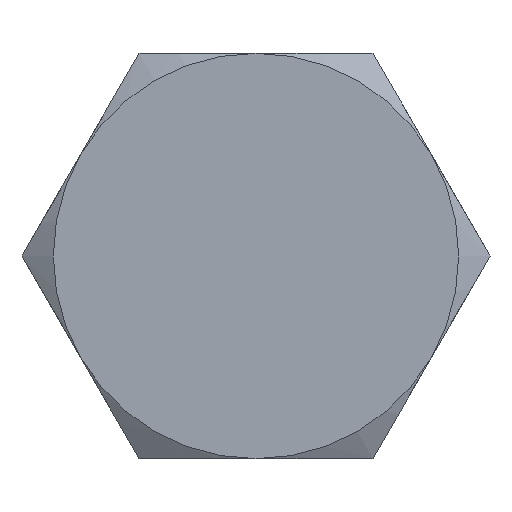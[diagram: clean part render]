
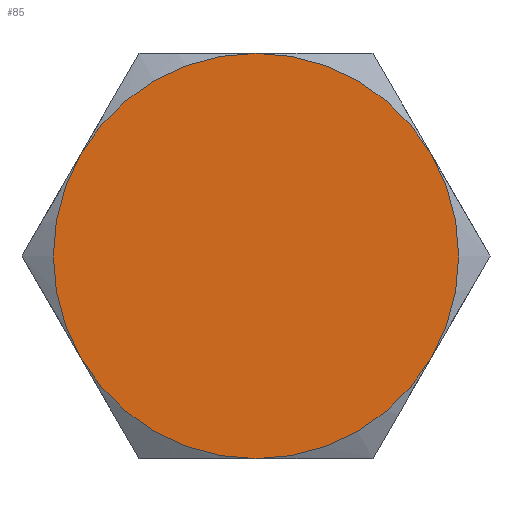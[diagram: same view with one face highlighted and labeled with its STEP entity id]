
A CAD part, left-side view. The second image highlights one B-rep face of the part: STEP entity #85.
In plain terms, the highlighted planar face has unit normal (-1, 0, 0).
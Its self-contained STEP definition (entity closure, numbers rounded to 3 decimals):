
#85 = ADVANCED_FACE( '', ( #171 ), #172, .F. );
#171 = FACE_OUTER_BOUND( '', #248, .T. );
#172 = PLANE( '', #249 );
#248 = EDGE_LOOP( '', ( #400, #401, #402, #403, #404, #405 ) );
#249 = AXIS2_PLACEMENT_3D( '', #406, #407, #408 );
#400 = ORIENTED_EDGE( '', *, *, #411, .F. );
#401 = ORIENTED_EDGE( '', *, *, #458, .F. );
#402 = ORIENTED_EDGE( '', *, *, #439, .F. );
#403 = ORIENTED_EDGE( '', *, *, #463, .F. );
#404 = ORIENTED_EDGE( '', *, *, #431, .F. );
#405 = ORIENTED_EDGE( '', *, *, #435, .F. );
#406 = CARTESIAN_POINT( '', ( 0., 0., 0. ) );
#407 = DIRECTION( '', ( 1., 0., 0. ) );
#408 = DIRECTION( '', ( 0., 0., -1. ) );
#411 = EDGE_CURVE( '', #469, #471, #472, .T. );
#431 = EDGE_CURVE( '', #504, #501, #506, .T. );
#435 = EDGE_CURVE( '', #471, #504, #511, .T. );
#439 = EDGE_CURVE( '', #516, #517, #518, .T. );
#458 = EDGE_CURVE( '', #517, #469, #541, .T. );
#463 = EDGE_CURVE( '', #501, #516, #546, .T. );
#469 = VERTEX_POINT( '', #552 );
#471 = VERTEX_POINT( '', #559 );
#472 = CIRCLE( '', #560, 18. );
#501 = VERTEX_POINT( '', #604 );
#504 = VERTEX_POINT( '', #616 );
#506 = CIRCLE( '', #625, 18. );
#511 = CIRCLE( '', #630, 18. );
#516 = VERTEX_POINT( '', #647 );
#517 = VERTEX_POINT( '', #648 );
#518 = CIRCLE( '', #649, 18. );
#541 = CIRCLE( '', #710, 18. );
#546 = CIRCLE( '', #725, 18. );
#552 = CARTESIAN_POINT( '', ( 0., 15.588, -9. ) );
#559 = CARTESIAN_POINT( '', ( 0., 15.588, 9. ) );
#560 = AXIS2_PLACEMENT_3D( '', #729, #730, #731 );
#604 = CARTESIAN_POINT( '', ( 0., -15.588, 9. ) );
#616 = CARTESIAN_POINT( '', ( 0., 0., 18. ) );
#625 = AXIS2_PLACEMENT_3D( '', #753, #754, #755 );
#630 = AXIS2_PLACEMENT_3D( '', #759, #760, #761 );
#647 = CARTESIAN_POINT( '', ( 0., -15.588, -9. ) );
#648 = CARTESIAN_POINT( '', ( 0., 0., -18. ) );
#649 = AXIS2_PLACEMENT_3D( '', #762, #763, #764 );
#710 = AXIS2_PLACEMENT_3D( '', #773, #774, #775 );
#725 = AXIS2_PLACEMENT_3D( '', #777, #778, #779 );
#729 = CARTESIAN_POINT( '', ( 0., 0., 0. ) );
#730 = DIRECTION( '', ( 1., 0., 0. ) );
#731 = DIRECTION( '', ( 0., 0., -1. ) );
#753 = CARTESIAN_POINT( '', ( 0., 0., 0. ) );
#754 = DIRECTION( '', ( 1., 0., 0. ) );
#755 = DIRECTION( '', ( 0., 0., -1. ) );
#759 = CARTESIAN_POINT( '', ( 0., 0., 0. ) );
#760 = DIRECTION( '', ( 1., 0., 0. ) );
#761 = DIRECTION( '', ( 0., 0., -1. ) );
#762 = CARTESIAN_POINT( '', ( 0., 0., 0. ) );
#763 = DIRECTION( '', ( 1., 0., 0. ) );
#764 = DIRECTION( '', ( 0., 0., -1. ) );
#773 = CARTESIAN_POINT( '', ( 0., 0., 0. ) );
#774 = DIRECTION( '', ( 1., 0., 0. ) );
#775 = DIRECTION( '', ( 0., 0., -1. ) );
#777 = CARTESIAN_POINT( '', ( 0., 0., 0. ) );
#778 = DIRECTION( '', ( 1., 0., 0. ) );
#779 = DIRECTION( '', ( 0., 0., -1. ) );
